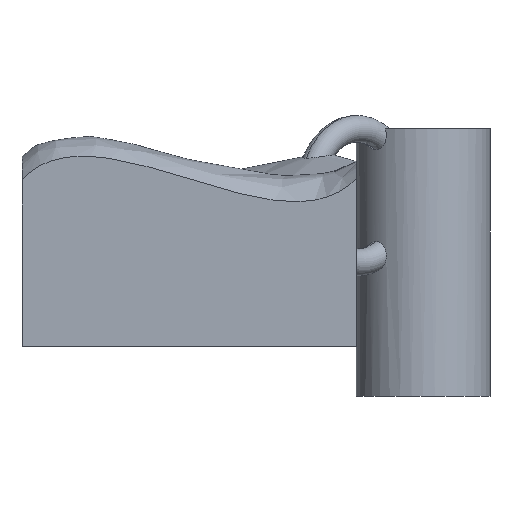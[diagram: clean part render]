
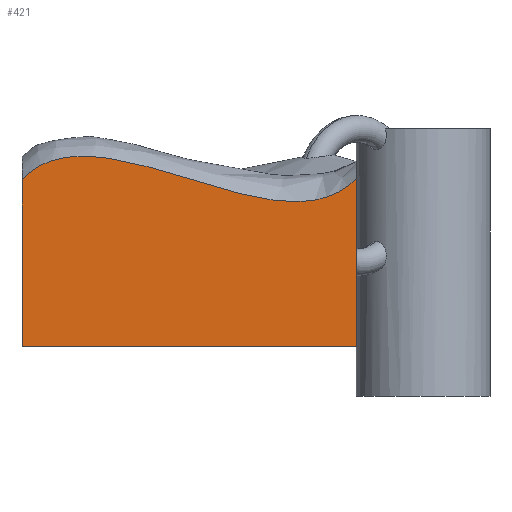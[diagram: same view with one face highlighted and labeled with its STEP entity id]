
A CAD part, front view. The second image highlights one B-rep face of the part: STEP entity #421.
In plain terms, the highlighted planar face has unit normal (0, -1, 0).
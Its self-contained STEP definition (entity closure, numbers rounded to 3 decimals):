
#380=CARTESIAN_POINT('POINT25',(-50.,-50.,25.));
#381=VERTEX_POINT('VERTEX25',#380);
#382=CARTESIAN_POINT('POINT26',(-50.,-50.,-25.));
#383=VERTEX_POINT('VERTEX26',#382);
#384=CARTESIAN_POINT('POS32',(-50.,-50.,0.));
#385=DIRECTION('DIR41',(0.,0.,-1.));
#386=VECTOR('VEC23',#385,1.);
#387=LINE('STRAIGHT23',#384,#386);
#388=EDGE_CURVE('EDGE37',#381,#383,#387,.T.);
#389=ORIENTED_EDGE('COEDGE57',*,*,#388,.T.);
#390=CARTESIAN_POINT('POINT27',(50.,-50.,-25.));
#391=VERTEX_POINT('VERTEX27',#390);
#392=CARTESIAN_POINT('POS33',(0.,-50.,-25.));
#393=DIRECTION('DIR42',(-1.,0.,0.));
#394=VECTOR('VEC24',#393,1.);
#395=LINE('STRAIGHT24',#392,#394);
#396=EDGE_CURVE('EDGE38',#391,#383,#395,.T.);
#397=ORIENTED_EDGE('COEDGE58',*,*,#396,.F.);
#398=CARTESIAN_POINT('POINT28',(50.,-50.,25.));
#399=VERTEX_POINT('VERTEX28',#398);
#400=CARTESIAN_POINT('POS34',(50.,-50.,0.));
#401=DIRECTION('DIR43',(0.,0.,-1.));
#402=VECTOR('VEC25',#401,1.);
#403=LINE('STRAIGHT25',#400,#402);
#404=EDGE_CURVE('EDGE39',#399,#391,#403,.T.);
#405=ORIENTED_EDGE('COEDGE59',*,*,#404,.F.);
#406=B_SPLINE_CURVE_WITH_KNOTS('SPLINE_CRV13',3,(#407,#408,#409,#410,
   #411),.UNSPECIFIED.,.F.,.F.,(4,1,4),(0.,50.,100.),
   .UNSPECIFIED.);
#407=CARTESIAN_POINT('',(-50.,-50.,25.));
#408=CARTESIAN_POINT('',(-38.215,-50.,
   36.785));
#409=CARTESIAN_POINT('',(0.,-50.,25.));
#410=CARTESIAN_POINT('',(38.215,-50.,
   13.215));
#411=CARTESIAN_POINT('',(50.,-50.,25.));
#412=EDGE_CURVE('EDGE40',#381,#399,#406,.T.);
#413=ORIENTED_EDGE('COEDGE60',*,*,#412,.F.);
#414=EDGE_LOOP('NONE',(#389,#397,#405,#413));
#415=FACE_BOUND('LOOP1',#414,.T.);
#416=CARTESIAN_POINT('POS35',(0.,-50.,0.));
#417=DIRECTION('DIR44',(0.,1.,0.));
#418=DIRECTION('DIR45',(1.,0.,0.));
#419=AXIS2_PLACEMENT_3D('AXIS10',#416,#417,#418);
#420=PLANE('PLANE10',#419);
#421=ADVANCED_FACE('FACE13',(#415),#420,.F.);
